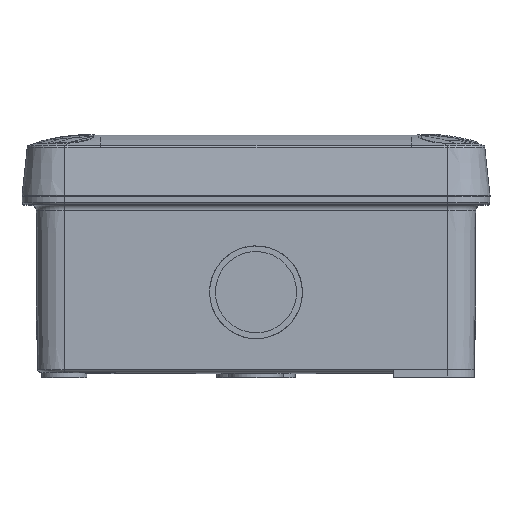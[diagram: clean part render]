
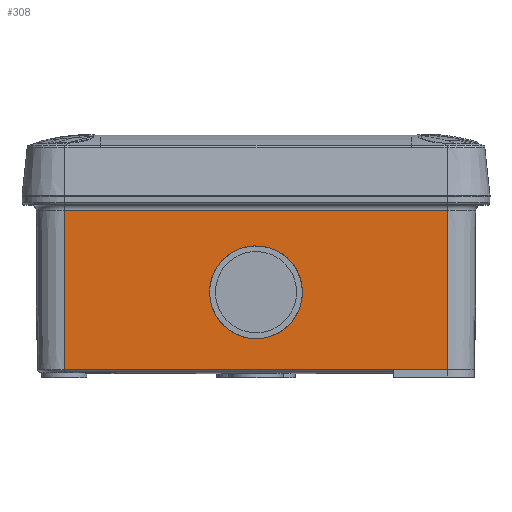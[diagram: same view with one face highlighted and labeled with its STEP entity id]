
A CAD part, top view. The second image highlights one B-rep face of the part: STEP entity #308.
In plain terms, the highlighted planar face has unit normal (0, 0.009, -1).
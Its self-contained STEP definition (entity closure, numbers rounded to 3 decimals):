
#234=AXIS2_PLACEMENT_3D('Plane Axis2P3D',#231,#232,#233) ;
#178=CARTESIAN_POINT('Vertex',(47.5,-3.687,56.67)) ;
#185=CARTESIAN_POINT('Vertex',(47.5,-43.166,56.325)) ;
#188=CARTESIAN_POINT('Line Origine',(47.5,-21.683,56.512)) ;
#231=CARTESIAN_POINT('Axis2P3D Location',(23.75,-0.2,56.7)) ;
#236=CARTESIAN_POINT('Line Origine',(0.,-3.687,56.67)) ;
#240=CARTESIAN_POINT('Vertex',(-47.5,-3.687,56.67)) ;
#243=CARTESIAN_POINT('Line Origine',(0.,-43.166,56.325)) ;
#247=CARTESIAN_POINT('Vertex',(-47.5,-43.166,56.325)) ;
#250=CARTESIAN_POINT('Line Origine',(-47.5,-21.683,56.512)) ;
#262=CARTESIAN_POINT('Control Point',(-11.5,-24.001,56.492)) ;
#263=CARTESIAN_POINT('Control Point',(-11.5,-25.807,56.476)) ;
#264=CARTESIAN_POINT('Control Point',(-11.145,-27.613,56.461)) ;
#265=CARTESIAN_POINT('Control Point',(-10.436,-29.327,56.446)) ;
#266=CARTESIAN_POINT('Control Point',(-8.383,-32.383,56.419)) ;
#267=CARTESIAN_POINT('Control Point',(-5.326,-34.436,56.401)) ;
#268=CARTESIAN_POINT('Control Point',(-3.613,-35.146,56.395)) ;
#269=CARTESIAN_POINT('Control Point',(0.,-35.855,56.389)) ;
#270=CARTESIAN_POINT('Control Point',(3.613,-35.146,56.395)) ;
#271=CARTESIAN_POINT('Control Point',(5.326,-34.436,56.401)) ;
#272=CARTESIAN_POINT('Control Point',(8.383,-32.383,56.419)) ;
#273=CARTESIAN_POINT('Control Point',(10.436,-29.327,56.446)) ;
#274=CARTESIAN_POINT('Control Point',(11.145,-27.613,56.461)) ;
#275=CARTESIAN_POINT('Control Point',(11.5,-25.807,56.476)) ;
#276=CARTESIAN_POINT('Control Point',(11.5,-24.001,56.492)) ;
#277=CARTESIAN_POINT('Vertex',(-11.5,-24.001,56.492)) ;
#279=CARTESIAN_POINT('Vertex',(11.5,-24.001,56.492)) ;
#283=CARTESIAN_POINT('Control Point',(11.5,-24.001,56.492)) ;
#284=CARTESIAN_POINT('Control Point',(11.5,-21.443,56.515)) ;
#285=CARTESIAN_POINT('Control Point',(10.789,-18.884,56.537)) ;
#286=CARTESIAN_POINT('Control Point',(9.364,-16.591,56.557)) ;
#287=CARTESIAN_POINT('Control Point',(7.384,-14.821,56.572)) ;
#288=CARTESIAN_POINT('Control Point',(5.09,-13.689,56.582)) ;
#289=CARTESIAN_POINT('Vertex',(5.09,-13.689,56.582)) ;
#293=CARTESIAN_POINT('Control Point',(5.09,-13.689,56.582)) ;
#294=CARTESIAN_POINT('Control Point',(2.997,-12.656,56.591)) ;
#295=CARTESIAN_POINT('Control Point',(0.642,-12.154,56.596)) ;
#296=CARTESIAN_POINT('Control Point',(-1.795,-12.273,56.595)) ;
#297=CARTESIAN_POINT('Control Point',(-6.384,-13.732,56.582)) ;
#298=CARTESIAN_POINT('Control Point',(-9.723,-17.201,56.552)) ;
#299=CARTESIAN_POINT('Control Point',(-10.908,-19.334,56.533)) ;
#300=CARTESIAN_POINT('Control Point',(-11.5,-21.667,56.513)) ;
#301=CARTESIAN_POINT('Control Point',(-11.5,-24.001,56.492)) ;
#189=DIRECTION('Vector Direction',(0.,1.,0.009)) ;
#232=DIRECTION('Axis2P3D Direction',(0.,-0.009,1.)) ;
#233=DIRECTION('Axis2P3D XDirection',(1.,0.,0.)) ;
#237=DIRECTION('Vector Direction',(1.,0.,0.)) ;
#244=DIRECTION('Vector Direction',(1.,0.,0.)) ;
#251=DIRECTION('Vector Direction',(0.,1.,0.009)) ;
#190=VECTOR('Line Direction',#189,1.) ;
#238=VECTOR('Line Direction',#237,1.) ;
#245=VECTOR('Line Direction',#244,1.) ;
#252=VECTOR('Line Direction',#251,1.) ;
#256=ORIENTED_EDGE('',*,*,#242,.F.) ;
#257=ORIENTED_EDGE('',*,*,#192,.T.) ;
#258=ORIENTED_EDGE('',*,*,#249,.T.) ;
#259=ORIENTED_EDGE('',*,*,#254,.F.) ;
#304=ORIENTED_EDGE('',*,*,#281,.T.) ;
#305=ORIENTED_EDGE('',*,*,#291,.T.) ;
#306=ORIENTED_EDGE('',*,*,#302,.T.) ;
#307=FACE_BOUND('',#303,.T.) ;
#308=ADVANCED_FACE('Surface.100',(#260,#307),#235,.F.) ;
#261=B_SPLINE_CURVE_WITH_KNOTS('',5,(#262,#263,#264,#265,#266,#267,#268,#269,#270,#271,#272,#273,#274,#275,#276),.UNSPECIFIED.,.F.,.U.,(6,3,3,3,6),(36.128,45.16,54.192,63.225,72.257),.UNSPECIFIED.) ;
#282=B_SPLINE_CURVE_WITH_KNOTS('',5,(#283,#284,#285,#286,#287,#288),.UNSPECIFIED.,.F.,.U.,(6,6),(0.,12.792),.UNSPECIFIED.) ;
#292=B_SPLINE_CURVE_WITH_KNOTS('',5,(#293,#294,#295,#296,#297,#298,#299,#300,#301),.UNSPECIFIED.,.F.,.U.,(6,3,6),(12.792,24.46,36.128),.UNSPECIFIED.) ;
#192=EDGE_CURVE('',#179,#186,#191,.F.) ;
#242=EDGE_CURVE('',#179,#241,#239,.F.) ;
#249=EDGE_CURVE('',#186,#248,#246,.F.) ;
#254=EDGE_CURVE('',#241,#248,#253,.F.) ;
#281=EDGE_CURVE('',#278,#280,#261,.T.) ;
#291=EDGE_CURVE('',#280,#290,#282,.T.) ;
#302=EDGE_CURVE('',#290,#278,#292,.T.) ;
#255=EDGE_LOOP('',(#256,#257,#258,#259)) ;
#303=EDGE_LOOP('',(#304,#305,#306)) ;
#260=FACE_OUTER_BOUND('',#255,.T.) ;
#191=LINE('Line',#188,#190) ;
#239=LINE('Line',#236,#238) ;
#246=LINE('Line',#243,#245) ;
#253=LINE('Line',#250,#252) ;
#235=PLANE('',#234) ;
#179=VERTEX_POINT('',#178) ;
#186=VERTEX_POINT('',#185) ;
#241=VERTEX_POINT('',#240) ;
#248=VERTEX_POINT('',#247) ;
#278=VERTEX_POINT('',#277) ;
#280=VERTEX_POINT('',#279) ;
#290=VERTEX_POINT('',#289) ;
